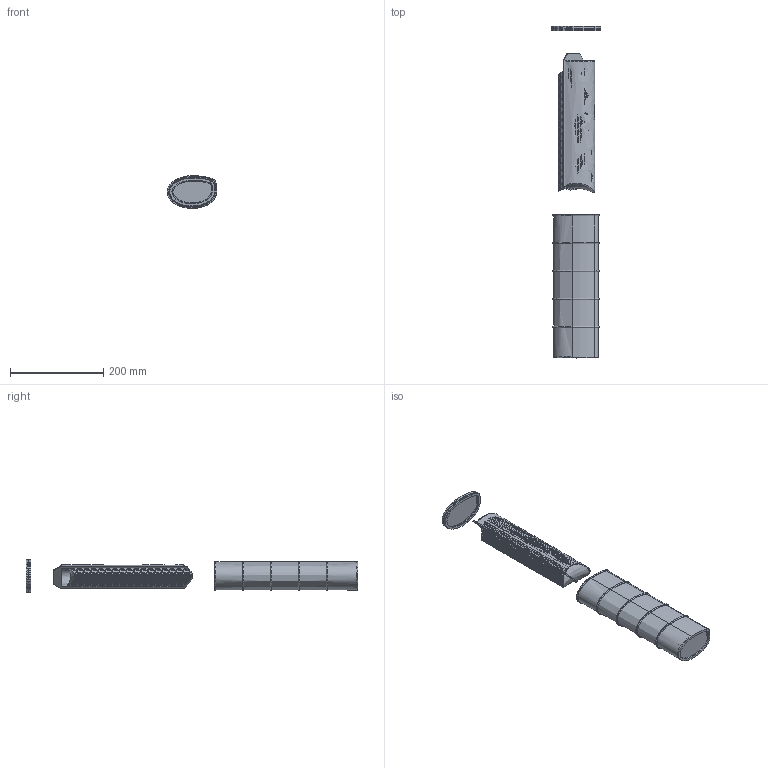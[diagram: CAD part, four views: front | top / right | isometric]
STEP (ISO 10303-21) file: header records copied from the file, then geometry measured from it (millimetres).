
FILE_DESCRIPTION(/* description */ (''),/* implementation_level */ '2;1');
FILE_NAME(/* name */ 'CHIP_CONTAINER.stp',/* time_stamp */ '2022-04-03T02:05:59-04:00',/* author */ ('a laptop'),/* organization */ (''),/* preprocessor_version */ 'ST-DEVELOPER v18.1',/* originating_system */ 'Autodesk Inventor 2022',/* authorisation */ '');
FILE_SCHEMA (('AUTOMOTIVE_DESIGN { 1 0 10303 214 3 1 1 }'));
Length unit declared in the file: millimetre
Products named in the file (5): CHIP_CONTAINER; Container_Design1; CHIP; CHIP_1; chip_lid
Assembly tree (103 placements, depth 2):
  CHIP_CONTAINER
    Container_Design1
    CHIP
    CHIP_1  x100
    chip_lid
Bounding box: 105.99 x 713 x 70.17 mm (x, y, z)
Volume: 726515 mm3; surface area: 905298.2 mm2
Topology: 112 solids, 112 shells, 755 faces, 1589 edges, 1061 vertices
Faces by surface type: bspline 642, plane 54, cylinder 48, torus 11
Entity records: 25990 total; most frequent: CARTESIAN_POINT 21313, DIRECTION 890, ORIENTED_EDGE 802, EDGE_CURVE 401, AXIS2_PLACEMENT_3D 364, VERTEX_POINT 269, EDGE_LOOP 182, LINE 162
